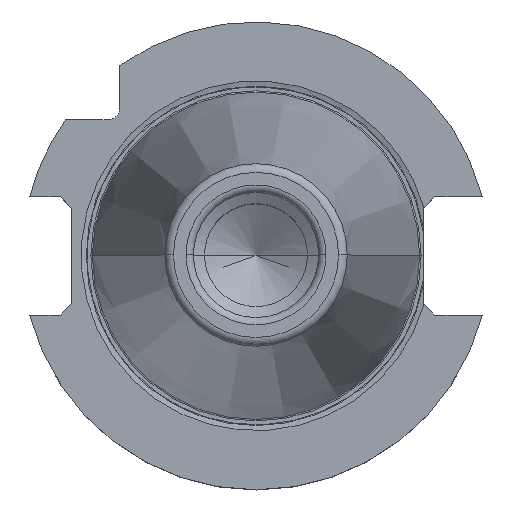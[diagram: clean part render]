
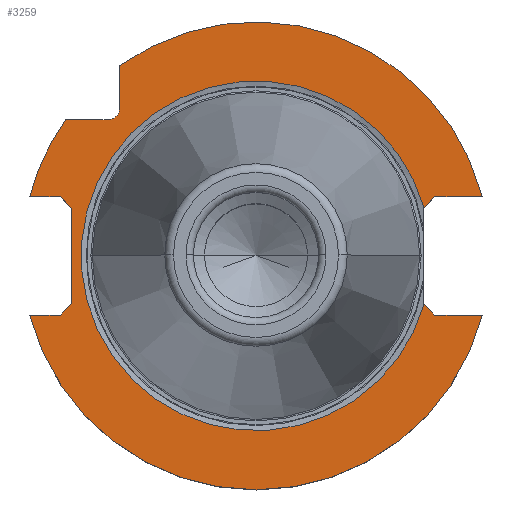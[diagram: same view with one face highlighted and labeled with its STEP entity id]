
A CAD part, top view. The second image highlights one B-rep face of the part: STEP entity #3259.
In plain terms, the highlighted planar face has unit normal (0, 0, 1).
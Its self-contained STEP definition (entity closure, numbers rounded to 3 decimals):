
#41=CARTESIAN_POINT('',(0.,0.,-3.2));
#42=DIRECTION('',(0.,0.,1.));
#43=DIRECTION('',(-0.813,0.582,0.));
#44=AXIS2_PLACEMENT_3D('',#41,#42,#43);
#58=CARTESIAN_POINT('',(0.,0.,-3.2));
#59=DIRECTION('',(0.,0.,1.));
#60=DIRECTION('',(-0.967,-0.253,0.));
#61=AXIS2_PLACEMENT_3D('',#58,#59,#60);
#74=CARTESIAN_POINT('',(0.,0.,-3.2));
#75=DIRECTION('',(0.,0.,1.));
#76=DIRECTION('',(0.967,0.253,0.));
#77=AXIS2_PLACEMENT_3D('',#74,#75,#76);
#1293=DIRECTION('',(-1.,0.,0.));
#1294=VECTOR('',#1293,6.438);
#1295=CARTESIAN_POINT('',(30.738,-8.05,-3.2));
#1296=LINE('',#1295,#1294);
#1300=DIRECTION('',(1.,0.,0.));
#1301=VECTOR('',#1300,4.138);
#1302=CARTESIAN_POINT('',(-30.738,-8.05,-3.2));
#1303=LINE('',#1302,#1301);
#1307=DIRECTION('',(-0.707,-0.707,0.));
#1308=VECTOR('',#1307,2.263);
#1309=CARTESIAN_POINT('',(-25.,-6.45,-3.2));
#1310=LINE('',#1309,#1308);
#1314=DIRECTION('',(0.,-1.,0.));
#1315=VECTOR('',#1314,12.9);
#1316=CARTESIAN_POINT('',(-25.,6.45,-3.2));
#1317=LINE('',#1316,#1315);
#1321=DIRECTION('',(-0.707,0.707,0.));
#1322=VECTOR('',#1321,2.263);
#1323=CARTESIAN_POINT('',(-25.,6.45,-3.2));
#1324=LINE('',#1323,#1322);
#1328=DIRECTION('',(1.,0.,0.));
#1329=VECTOR('',#1328,4.138);
#1330=CARTESIAN_POINT('',(-30.738,8.05,-3.2));
#1331=LINE('',#1330,#1329);
#1335=DIRECTION('',(1.,0.,0.));
#1336=VECTOR('',#1335,5.734);
#1337=CARTESIAN_POINT('',(-25.834,18.5,-3.2));
#1338=LINE('',#1337,#1336);
#1342=DIRECTION('',(0.,-1.,0.));
#1343=VECTOR('',#1342,5.734);
#1344=CARTESIAN_POINT('',(-18.5,25.834,-3.2));
#1345=LINE('',#1344,#1343);
#1349=DIRECTION('',(-1.,0.,0.));
#1350=VECTOR('',#1349,6.438);
#1351=CARTESIAN_POINT('',(30.738,8.05,-3.2));
#1352=LINE('',#1351,#1350);
#1356=DIRECTION('',(-0.707,-0.707,0.));
#1357=VECTOR('',#1356,2.095);
#1358=CARTESIAN_POINT('',(24.3,8.05,-3.2));
#1359=LINE('',#1358,#1357);
#1363=DIRECTION('',(-0.707,0.707,0.));
#1364=VECTOR('',#1363,2.095);
#1365=CARTESIAN_POINT('',(24.3,-8.05,-3.2));
#1366=LINE('',#1365,#1364);
#1370=CARTESIAN_POINT('',(-20.1,20.1,-3.2));
#1371=DIRECTION('',(0.,0.,-1.));
#1372=DIRECTION('',(1.,0.,0.));
#1373=AXIS2_PLACEMENT_3D('',#1370,#1371,#1372);
#1545=CARTESIAN_POINT('',(0.,0.,-3.2));
#1546=DIRECTION('',(0.,0.,-1.));
#1547=DIRECTION('',(0.961,-0.277,0.));
#1548=AXIS2_PLACEMENT_3D('',#1545,#1546,#1547);
#2008=CARTESIAN_POINT('',(-18.5,20.1,-3.2));
#2009=CARTESIAN_POINT('',(-20.1,18.5,-3.2));
#2010=VERTEX_POINT('',#2008);
#2011=VERTEX_POINT('',#2009);
#2040=CARTESIAN_POINT('',(-25.,-6.45,-3.2));
#2042=VERTEX_POINT('',#2040);
#2044=CARTESIAN_POINT('',(-26.6,-8.05,-3.2));
#2046=VERTEX_POINT('',#2044);
#2049=CARTESIAN_POINT('',(-25.,6.45,-3.2));
#2051=VERTEX_POINT('',#2049);
#2053=CARTESIAN_POINT('',(-26.6,8.05,-3.2));
#2055=VERTEX_POINT('',#2053);
#2100=CARTESIAN_POINT('',(-18.5,25.834,-3.2));
#2101=VERTEX_POINT('',#2100);
#2102=CARTESIAN_POINT('',(-25.834,18.5,-3.2));
#2103=VERTEX_POINT('',#2102);
#2130=CARTESIAN_POINT('',(-30.738,-8.05,-3.2));
#2132=VERTEX_POINT('',#2130);
#2136=CARTESIAN_POINT('',(-30.738,8.05,-3.2));
#2138=VERTEX_POINT('',#2136);
#2160=CARTESIAN_POINT('',(30.738,-8.05,-3.2));
#2162=VERTEX_POINT('',#2160);
#2168=CARTESIAN_POINT('',(30.738,8.05,-3.2));
#2170=VERTEX_POINT('',#2168);
#2176=CARTESIAN_POINT('',(24.3,-8.05,-3.2));
#2177=VERTEX_POINT('',#2176);
#2178=CARTESIAN_POINT('',(22.819,-6.569,-3.2));
#2179=VERTEX_POINT('',#2178);
#2180=CARTESIAN_POINT('',(24.3,8.05,-3.2));
#2181=VERTEX_POINT('',#2180);
#2182=CARTESIAN_POINT('',(22.819,6.569,-3.2));
#2183=VERTEX_POINT('',#2182);
#3232=CARTESIAN_POINT('',(0.,0.,-3.2));
#3233=DIRECTION('',(0.,0.,-1.));
#3234=DIRECTION('',(-1.,0.,0.));
#3235=AXIS2_PLACEMENT_3D('',#3232,#3233,#3234);
#3236=PLANE('',#3235);
#3237=ORIENTED_EDGE('',*,*,#2871,.F.);
#3238=ORIENTED_EDGE('',*,*,#2269,.F.);
#3239=ORIENTED_EDGE('',*,*,#3204,.T.);
#3240=ORIENTED_EDGE('',*,*,#3225,.F.);
#3241=ORIENTED_EDGE('',*,*,#2375,.F.);
#3242=ORIENTED_EDGE('',*,*,#2362,.T.);
#3243=ORIENTED_EDGE('',*,*,#2347,.F.);
#3244=ORIENTED_EDGE('',*,*,#2237,.F.);
#3245=ORIENTED_EDGE('',*,*,#2942,.T.);
#3247=ORIENTED_EDGE('',*,*,#3246,.F.);
#3249=ORIENTED_EDGE('',*,*,#3248,.F.);
#3250=ORIENTED_EDGE('',*,*,#2297,.F.);
#3252=ORIENTED_EDGE('',*,*,#3251,.T.);
#3253=ORIENTED_EDGE('',*,*,#2804,.T.);
#3255=ORIENTED_EDGE('',*,*,#3254,.F.);
#3256=ORIENTED_EDGE('',*,*,#2841,.F.);
#3257=EDGE_LOOP('',(#3237,#3238,#3239,#3240,#3241,#3242,#3243,#3244,#3245,#3247,
#3249,#3250,#3252,#3253,#3255,#3256));
#3258=FACE_OUTER_BOUND('',#3257,.F.);
#45=CIRCLE('',#44,31.775);
#62=CIRCLE('',#61,31.775);
#78=CIRCLE('',#77,31.775);
#1374=CIRCLE('',#1373,1.6);
#1549=CIRCLE('',#1548,23.746);
#2237=EDGE_CURVE('',#2103,#2138,#45,.T.);
#2269=EDGE_CURVE('',#2132,#2162,#62,.T.);
#2297=EDGE_CURVE('',#2170,#2101,#78,.T.);
#2347=EDGE_CURVE('',#2138,#2055,#1331,.T.);
#2362=EDGE_CURVE('',#2051,#2055,#1324,.T.);
#2375=EDGE_CURVE('',#2051,#2042,#1317,.T.);
#2804=EDGE_CURVE('',#2181,#2183,#1359,.T.);
#2841=EDGE_CURVE('',#2177,#2179,#1366,.T.);
#2871=EDGE_CURVE('',#2162,#2177,#1296,.T.);
#2942=EDGE_CURVE('',#2103,#2011,#1338,.T.);
#3204=EDGE_CURVE('',#2132,#2046,#1303,.T.);
#3225=EDGE_CURVE('',#2042,#2046,#1310,.T.);
#3246=EDGE_CURVE('',#2010,#2011,#1374,.T.);
#3248=EDGE_CURVE('',#2101,#2010,#1345,.T.);
#3251=EDGE_CURVE('',#2170,#2181,#1352,.T.);
#3254=EDGE_CURVE('',#2179,#2183,#1549,.T.);
#3259=ADVANCED_FACE('',(#3258),#3236,.F.);
